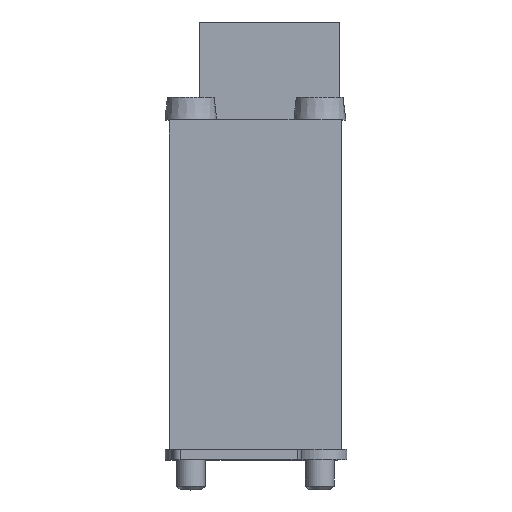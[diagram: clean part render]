
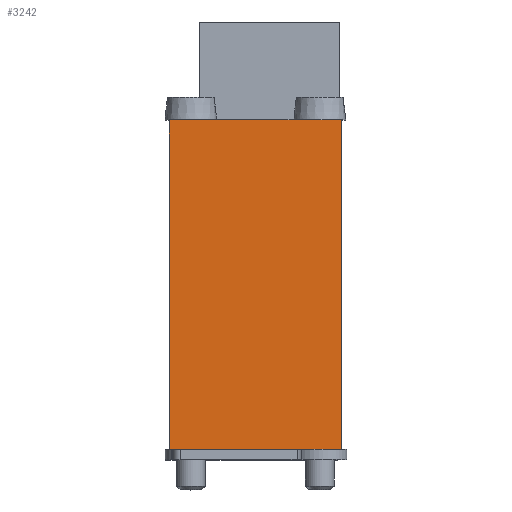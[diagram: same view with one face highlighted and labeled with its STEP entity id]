
A CAD part, top view. The second image highlights one B-rep face of the part: STEP entity #3242.
In plain terms, the highlighted planar face has unit normal (0, 0, 1).
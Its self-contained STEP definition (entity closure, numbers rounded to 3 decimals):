
#194=LINE('',#5445,#453);
#196=LINE('',#5449,#455);
#197=LINE('',#5451,#456);
#198=LINE('',#5453,#457);
#453=VECTOR('',#4402,1000.);
#455=VECTOR('',#4406,1000.);
#456=VECTOR('',#4407,1000.);
#457=VECTOR('',#4408,1000.);
#739=ORIENTED_EDGE('',*,*,#1612,.T.);
#740=ORIENTED_EDGE('',*,*,#1613,.F.);
#741=ORIENTED_EDGE('',*,*,#1614,.F.);
#742=ORIENTED_EDGE('',*,*,#1610,.T.);
#1610=EDGE_CURVE('',#2046,#2045,#194,.T.);
#1612=EDGE_CURVE('',#2045,#2047,#196,.T.);
#1613=EDGE_CURVE('',#2048,#2047,#197,.T.);
#1614=EDGE_CURVE('',#2046,#2048,#198,.T.);
#2045=VERTEX_POINT('',#5444);
#2046=VERTEX_POINT('',#5446);
#2047=VERTEX_POINT('',#5450);
#2048=VERTEX_POINT('',#5452);
#2498=EDGE_LOOP('',(#739,#740,#741,#742));
#2811=FACE_BOUND('',#2498,.T.);
#3119=PLANE('',#3979);
#3242=ADVANCED_FACE('',(#2811),#3119,.F.);
#3979=AXIS2_PLACEMENT_3D('',#5448,#4404,#4405);
#4402=DIRECTION('',(0.,-1.,0.));
#4404=DIRECTION('',(0.,0.,-1.));
#4405=DIRECTION('',(-1.,0.,0.));
#4406=DIRECTION('',(1.,0.,0.));
#4407=DIRECTION('',(0.,-1.,0.));
#4408=DIRECTION('',(1.,0.,0.));
#5444=CARTESIAN_POINT('',(-7.,0.,0.));
#5445=CARTESIAN_POINT('',(-7.,23.,0.));
#5446=CARTESIAN_POINT('',(-7.,23.,0.));
#5448=CARTESIAN_POINT('',(-7.,23.,0.));
#5449=CARTESIAN_POINT('',(-7.,0.,0.));
#5450=CARTESIAN_POINT('',(5.,0.,0.));
#5451=CARTESIAN_POINT('',(5.,23.,0.));
#5452=CARTESIAN_POINT('',(5.,23.,0.));
#5453=CARTESIAN_POINT('',(-7.,23.,0.));
